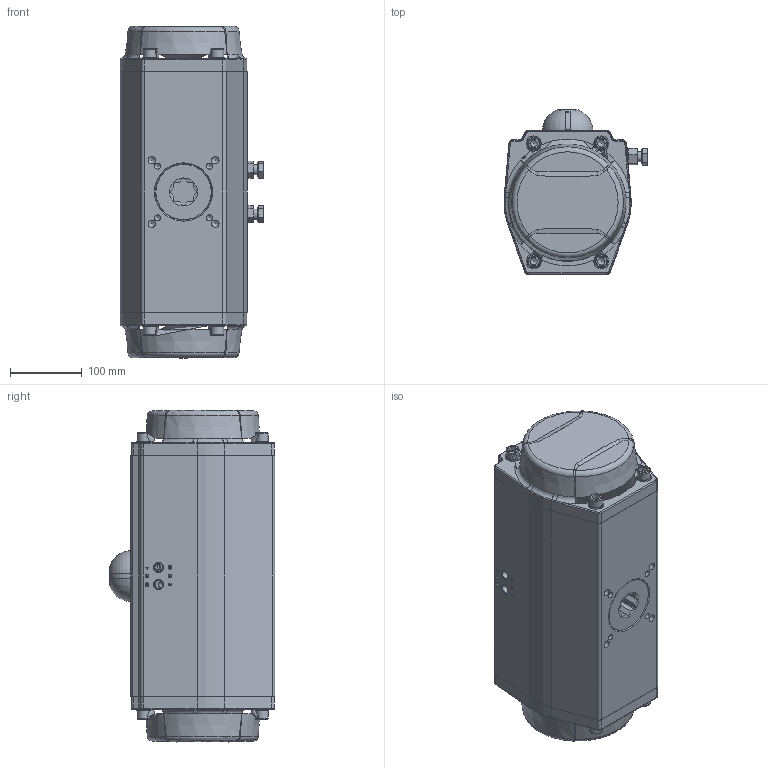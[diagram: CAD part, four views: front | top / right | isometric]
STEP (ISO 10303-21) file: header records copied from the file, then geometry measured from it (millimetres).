
FILE_DESCRIPTION(/* description */ (''),/* implementation_level */ '2;1');
FILE_NAME(/* name */ 'GTEA160装配体-231026',/* time_stamp */ '2024-11-25T16:24:10+08:00',/* author */ ('Xiaofan.Zhang'),/* organization */ ('Rotork'),/* preprocessor_version */ 'ST-DEVELOPER v18.102',/* originating_system */ 'Solid Edge',/* authorisation */ 'Unknown');
FILE_SCHEMA (('AUTOMOTIVE_DESIGN {1 0 10303 214 3 1 1}'));
Length unit declared in the file: millimetre
Products named in the file (1): GTEA160蚾饜极-2310SO-
Bounding box: 200.16 x 230 x 461.55 mm (x, y, z)
Surface area: 406108.8 mm2 (no closed solid volume)
Topology: 0 solids, 37 shells, 628 faces, 1732 edges, 1129 vertices
Faces by surface type: plane 276, cylinder 157, cone 90, torus 66, bspline 37, sphere 2
Full cylindrical faces by diameter (mm): 4.2 x12, 5 x1, 8 x2, 8.5 x4, 10 x1, 10.2 x4, 11.8 x2, 14 x2, 18 x8, 21 x4
Entity records: 22514 total; most frequent: CARTESIAN_POINT 7346, DIRECTION 3020, ORIENTED_EDGE 2857, EDGE_CURVE 1591, AXIS2_PLACEMENT_3D 1191, VERTEX_POINT 1106, FACE_BOUND 796, EDGE_LOOP 767
